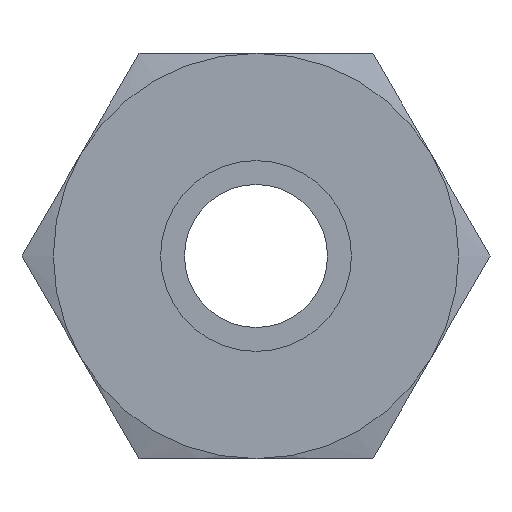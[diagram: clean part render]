
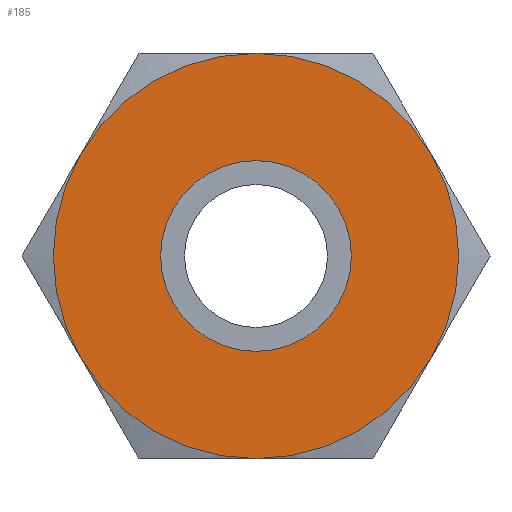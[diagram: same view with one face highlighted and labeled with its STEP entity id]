
A CAD part, left-side view. The second image highlights one B-rep face of the part: STEP entity #185.
In plain terms, the highlighted face is planar.
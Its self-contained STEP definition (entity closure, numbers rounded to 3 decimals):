
#185 = ADVANCED_FACE( '', ( #432, #433 ), #434, .F. );
#432 = FACE_BOUND( '', #772, .T. );
#433 = FACE_OUTER_BOUND( '', #773, .T. );
#434 = PLANE( '', #774 );
#772 = EDGE_LOOP( '', ( #1116 ) );
#773 = EDGE_LOOP( '', ( #1117, #1118, #1119, #1120, #1121, #1122 ) );
#774 = AXIS2_PLACEMENT_3D( '', #1123, #1124, #1125 );
#1116 = ORIENTED_EDGE( '', *, *, #1936, .F. );
#1117 = ORIENTED_EDGE( '', *, *, #1937, .T. );
#1118 = ORIENTED_EDGE( '', *, *, #1938, .T. );
#1119 = ORIENTED_EDGE( '', *, *, #1939, .T. );
#1120 = ORIENTED_EDGE( '', *, *, #1940, .T. );
#1121 = ORIENTED_EDGE( '', *, *, #1941, .T. );
#1122 = ORIENTED_EDGE( '', *, *, #1942, .T. );
#1123 = CARTESIAN_POINT( '', ( 14.5, 8.5, 0. ) );
#1124 = DIRECTION( '', ( -1., 0., 0. ) );
#1125 = DIRECTION( '', ( 0., 0., 1. ) );
#1936 = EDGE_CURVE( '', #2267, #2267, #2268, .F. );
#1937 = EDGE_CURVE( '', #2269, #2270, #2271, .T. );
#1938 = EDGE_CURVE( '', #2270, #2272, #2273, .T. );
#1939 = EDGE_CURVE( '', #2272, #2274, #2275, .T. );
#1940 = EDGE_CURVE( '', #2274, #2276, #2277, .T. );
#1941 = EDGE_CURVE( '', #2276, #2278, #2279, .T. );
#1942 = EDGE_CURVE( '', #2278, #2269, #2280, .T. );
#2267 = VERTEX_POINT( '', #2735 );
#2268 = CIRCLE( '', #2736, 4. );
#2269 = VERTEX_POINT( '', #2737 );
#2270 = VERTEX_POINT( '', #2738 );
#2271 = CIRCLE( '', #2739, 8.5 );
#2272 = VERTEX_POINT( '', #2740 );
#2273 = CIRCLE( '', #2741, 8.5 );
#2274 = VERTEX_POINT( '', #2742 );
#2275 = CIRCLE( '', #2743, 8.5 );
#2276 = VERTEX_POINT( '', #2744 );
#2277 = CIRCLE( '', #2745, 8.5 );
#2278 = VERTEX_POINT( '', #2746 );
#2279 = CIRCLE( '', #2747, 8.5 );
#2280 = CIRCLE( '', #2748, 8.5 );
#2735 = CARTESIAN_POINT( '', ( 14.5, 0., 4. ) );
#2736 = AXIS2_PLACEMENT_3D( '', #3435, #3436, #3437 );
#2737 = CARTESIAN_POINT( '', ( 14.5, 0., -8.5 ) );
#2738 = CARTESIAN_POINT( '', ( 14.5, 7.361, -4.25 ) );
#2739 = AXIS2_PLACEMENT_3D( '', #3438, #3439, #3440 );
#2740 = CARTESIAN_POINT( '', ( 14.5, 7.361, 4.25 ) );
#2741 = AXIS2_PLACEMENT_3D( '', #3441, #3442, #3443 );
#2742 = CARTESIAN_POINT( '', ( 14.5, 0., 8.5 ) );
#2743 = AXIS2_PLACEMENT_3D( '', #3444, #3445, #3446 );
#2744 = CARTESIAN_POINT( '', ( 14.5, -7.361, 4.25 ) );
#2745 = AXIS2_PLACEMENT_3D( '', #3447, #3448, #3449 );
#2746 = CARTESIAN_POINT( '', ( 14.5, -7.361, -4.25 ) );
#2747 = AXIS2_PLACEMENT_3D( '', #3450, #3451, #3452 );
#2748 = AXIS2_PLACEMENT_3D( '', #3453, #3454, #3455 );
#3435 = CARTESIAN_POINT( '', ( 14.5, 0., 0. ) );
#3436 = DIRECTION( '', ( -1., 0., 0. ) );
#3437 = DIRECTION( '', ( 0., 0., 1. ) );
#3438 = CARTESIAN_POINT( '', ( 14.5, 0., 0. ) );
#3439 = DIRECTION( '', ( 1., 0., 0. ) );
#3440 = DIRECTION( '', ( 0., 0., -1. ) );
#3441 = CARTESIAN_POINT( '', ( 14.5, 0., 0. ) );
#3442 = DIRECTION( '', ( 1., 0., 0. ) );
#3443 = DIRECTION( '', ( 0., 0., -1. ) );
#3444 = CARTESIAN_POINT( '', ( 14.5, 0., 0. ) );
#3445 = DIRECTION( '', ( 1., 0., 0. ) );
#3446 = DIRECTION( '', ( 0., 0., -1. ) );
#3447 = CARTESIAN_POINT( '', ( 14.5, 0., 0. ) );
#3448 = DIRECTION( '', ( 1., 0., 0. ) );
#3449 = DIRECTION( '', ( 0., 0., -1. ) );
#3450 = CARTESIAN_POINT( '', ( 14.5, 0., 0. ) );
#3451 = DIRECTION( '', ( 1., 0., 0. ) );
#3452 = DIRECTION( '', ( 0., 0., -1. ) );
#3453 = CARTESIAN_POINT( '', ( 14.5, 0., 0. ) );
#3454 = DIRECTION( '', ( 1., 0., 0. ) );
#3455 = DIRECTION( '', ( 0., 0., -1. ) );
